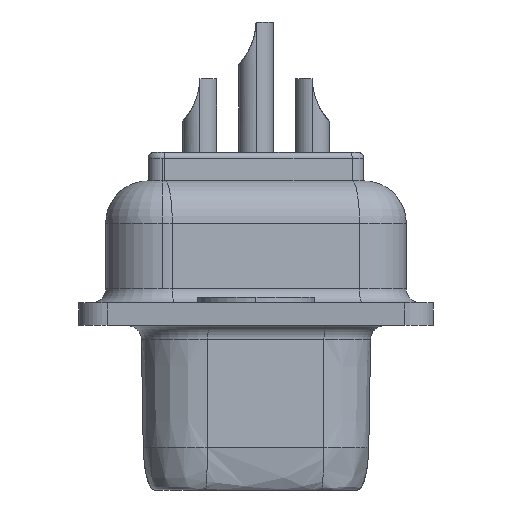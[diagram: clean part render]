
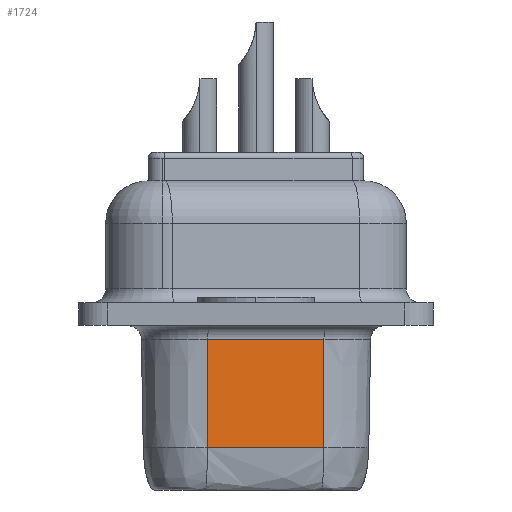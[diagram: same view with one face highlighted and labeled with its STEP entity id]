
A CAD part, left-side view. The second image highlights one B-rep face of the part: STEP entity #1724.
In plain terms, the highlighted planar face has unit normal (-0.985, -0.174, -0.018).
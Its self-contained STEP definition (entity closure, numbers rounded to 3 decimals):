
#1357 = LINE ( 'NONE', #11812, #20013 ) ;
#1724 = ADVANCED_FACE ( 'NONE', ( #6235 ), #10189, .T. ) ;
#2032 = VECTOR ( 'NONE', #22999, 1000. ) ;
#4050 = B_SPLINE_CURVE_WITH_KNOTS ( 'NONE', 3,
 ( #24680, #20708, #18145, #16077 ),
 .UNSPECIFIED., .F., .F.,
 ( 4, 4 ),
 ( 0., 1. ),
 .UNSPECIFIED. ) ;
#4469 = EDGE_CURVE ( 'NONE', #19733, #13031, #17936, .T. ) ;
#6235 = FACE_OUTER_BOUND ( 'NONE', #12861, .T. ) ;
#7684 = EDGE_CURVE ( 'NONE', #19959, #19733, #1357, .T. ) ;
#7720 = ORIENTED_EDGE ( 'NONE', *, *, #13501, .T. ) ;
#8149 = DIRECTION ( 'NONE',  ( -0.985, -0.174, -0.017 ) ) ;
#8592 = CARTESIAN_POINT ( 'NONE',  ( -27.437, 1.704, 5.309 ) ) ;
#9812 = VECTOR ( 'NONE', #25850, 1000. ) ;
#10189 = PLANE ( 'NONE',  #17839 ) ;
#11812 = CARTESIAN_POINT ( 'NONE',  ( -27.437, 1.704, 5.309 ) ) ;
#12861 = EDGE_LOOP ( 'NONE', ( #21957, #7720, #18071, #18375 ) ) ;
#13031 = VERTEX_POINT ( 'NONE', #17924 ) ;
#13501 = EDGE_CURVE ( 'NONE', #13031, #25319, #4050, .T. ) ;
#15892 = CARTESIAN_POINT ( 'NONE',  ( -27.346, 1.72, 0. ) ) ;
#16077 = CARTESIAN_POINT ( 'NONE',  ( -26.649, -2.384, 1.493 ) ) ;
#16431 = DIRECTION ( 'NONE',  ( 0.174, -0.985, 0. ) ) ;
#17839 = AXIS2_PLACEMENT_3D ( 'NONE', #26828, #8149, #16431 ) ;
#17924 = CARTESIAN_POINT ( 'NONE',  ( -27.372, 1.716, 1.493 ) ) ;
#17936 = LINE ( 'NONE', #15892, #9812 ) ;
#18071 = ORIENTED_EDGE ( 'NONE', *, *, #18245, .F. ) ;
#18145 = CARTESIAN_POINT ( 'NONE',  ( -26.89, -1.018, 1.493 ) ) ;
#18245 = EDGE_CURVE ( 'NONE', #19959, #25319, #19303, .T. ) ;
#18375 = ORIENTED_EDGE ( 'NONE', *, *, #7684, .T. ) ;
#19303 = LINE ( 'NONE', #21090, #2032 ) ;
#19733 = VERTEX_POINT ( 'NONE', #8592 ) ;
#19959 = VERTEX_POINT ( 'NONE', #21780 ) ;
#20013 = VECTOR ( 'NONE', #22293, 1000. ) ;
#20708 = CARTESIAN_POINT ( 'NONE',  ( -27.131, 0.349, 1.493 ) ) ;
#21090 = CARTESIAN_POINT ( 'NONE',  ( -26.623, -2.38, 0. ) ) ;
#21225 = CARTESIAN_POINT ( 'NONE',  ( -26.649, -2.384, 1.493 ) ) ;
#21780 = CARTESIAN_POINT ( 'NONE',  ( -26.714, -2.396, 5.309 ) ) ;
#21957 = ORIENTED_EDGE ( 'NONE', *, *, #4469, .T. ) ;
#22293 = DIRECTION ( 'NONE',  ( -0.174, 0.985, 0. ) ) ;
#22999 = DIRECTION ( 'NONE',  ( 0.017, 0.003, -1. ) ) ;
#24680 = CARTESIAN_POINT ( 'NONE',  ( -27.372, 1.716, 1.493 ) ) ;
#25319 = VERTEX_POINT ( 'NONE', #21225 ) ;
#25850 = DIRECTION ( 'NONE',  ( 0.017, 0.003, -1. ) ) ;
#26828 = CARTESIAN_POINT ( 'NONE',  ( -27.346, 1.72, 0. ) ) ;
